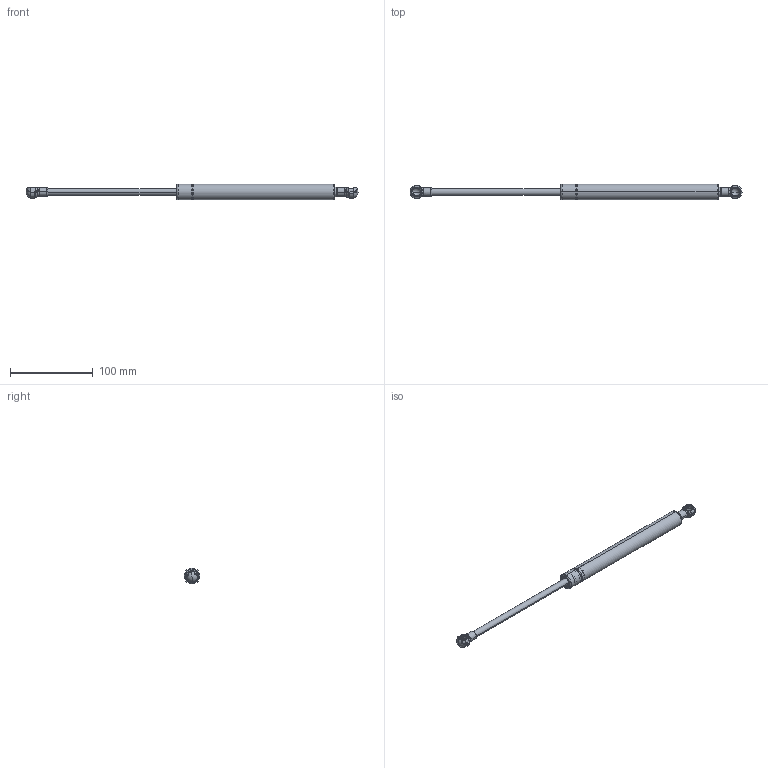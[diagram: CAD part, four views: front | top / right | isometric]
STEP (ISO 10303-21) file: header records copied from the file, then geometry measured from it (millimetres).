
FILE_DESCRIPTION (( 'STEP AP214' ), '1' );
FILE_NAME ('GSS XXXXUX.STEP', '2011-11-04T17:22:27', ( 'RSmith' ), ( 'Austin Hardware' ), 'SwSTEP 2.0', 'SolidWorks 2011', '' );
FILE_SCHEMA (( 'AUTOMOTIVE_DESIGN' ));
Length unit declared in the file: inch
Products named in the file (6): 10mm BALL STUD END; GSH-MD10-C; GSH-MD10-B; GSS XXXXUX-PISTON_GSS 6348UD-PISTON; GSS XXXXUX-CYLINDER_6348UD; GSS XXXXUX
Assembly tree (6 placements, depth 3):
  GSS XXXXUX
    GSS XXXXUX-CYLINDER_6348UD
    10mm BALL STUD END  x2
      GSH-MD10-C
      GSH-MD10-B
    GSS XXXXUX-PISTON_GSS 6348UD-PISTON
Bounding box: 402.36 x 19 x 19 mm (x, y, z)
Volume: 26914.7 mm3; surface area: 36740.8 mm2
Topology: 13 solids, 13 shells, 316 faces, 794 edges, 506 vertices
Faces by surface type: cylinder 122, torus 88, plane 76, sphere 16, cone 10, bspline 4
Entity records: 7836 total; most frequent: CARTESIAN_POINT 1557, DIRECTION 1222, ORIENTED_EDGE 1030, AXIS2_PLACEMENT_3D 548, EDGE_CURVE 515, VERTEX_POINT 327, CIRCLE 319, EDGE_LOOP 250
